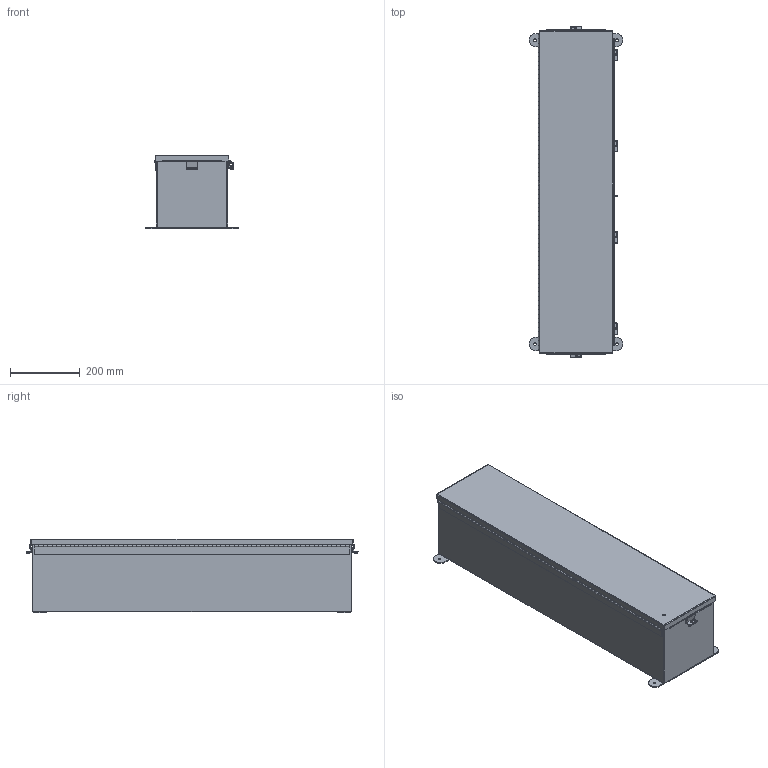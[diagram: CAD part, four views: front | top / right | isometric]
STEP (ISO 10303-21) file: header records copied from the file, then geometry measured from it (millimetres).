
FILE_DESCRIPTION (( 'STEP AP203' ), '1' );
FILE_NAME ('N080836SSCHTR.STEP', '2016-03-02T23:09:35', ( 'change1' ), ( 'Microsoft' ), 'SwSTEP 2.0', 'SolidWorks 2015', '' );
FILE_SCHEMA (( 'CONFIG_CONTROL_DESIGN' ));
Length unit declared in the file: inch
Products named in the file (13): N080836SSCHTR _JIC Hinge; N080836SSCHTR; N080836SSCHTR JIC_Cover_Template; N080836SSCHTR JIC Clamp Bracket; N080836SSCHTR JIC Cover Clamp; N080836SSCHTR JIC Top; N080836SSCHTR JIC Bottom; N080836SSCHTR JIC Enclosure Template; N080836SSCHTR HW-CD-S-25020-034; N080836SSCHTR Hinge Body Side; HW-CLH-JH-20154; N080836SSCHTR Hinge Cover Side JIC; N080836SSCHTR JIC Mounting Bracket
Assembly tree (24 placements, depth 3):
  N080836SSCHTR
    N080836SSCHTR JIC Enclosure Template
    N080836SSCHTR _JIC Hinge
      N080836SSCHTR Hinge Body Side
      N080836SSCHTR Hinge Cover Side JIC
    N080836SSCHTR JIC_Cover_Template
    N080836SSCHTR JIC Clamp Bracket  x6
    N080836SSCHTR JIC Cover Clamp  x6
    N080836SSCHTR JIC Top
    N080836SSCHTR JIC Bottom
    N080836SSCHTR HW-CD-S-25020-034  x2
    HW-CLH-JH-20154
    N080836SSCHTR JIC Mounting Bracket  x2
Bounding box: 266.7 x 950.13 x 211.76 mm (x, y, z)
Volume: 1845645.9 mm3; surface area: 1949245.3 mm2
Topology: 23 solids, 23 shells, 1148 faces, 2897 edges, 1797 vertices
Faces by surface type: plane 697, cylinder 431, bspline 8, torus 8, cone 4
Entity records: 29382 total; most frequent: CARTESIAN_POINT 5147, DIRECTION 4849, ORIENTED_EDGE 4672, EDGE_CURVE 2336, VECTOR 1619, LINE 1619, AXIS2_PLACEMENT_3D 1615, VERTEX_POINT 1465
